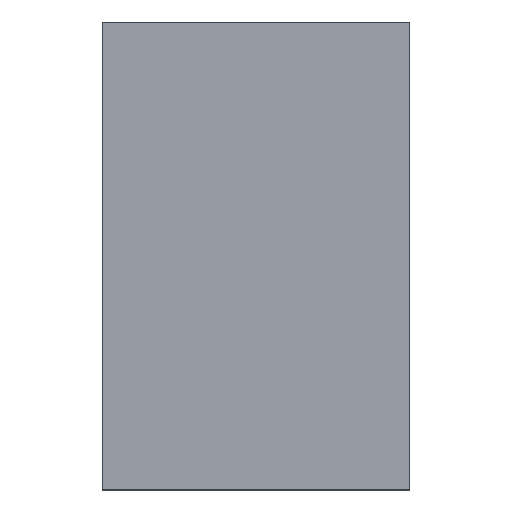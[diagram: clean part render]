
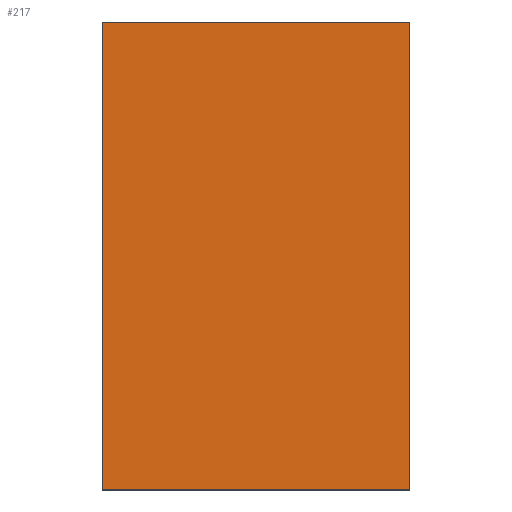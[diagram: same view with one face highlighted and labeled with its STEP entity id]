
A CAD part, top view. The second image highlights one B-rep face of the part: STEP entity #217.
In plain terms, the highlighted planar face has unit normal (0, 0, 1).
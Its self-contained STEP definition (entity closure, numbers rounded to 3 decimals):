
#2 = ORIENTED_EDGE ( 'NONE', *, *, #231, .T. ) ;
#8 = EDGE_CURVE ( 'NONE', #183, #13, #214, .T. ) ;
#13 = VERTEX_POINT ( 'NONE', #179 ) ;
#18 = LINE ( 'NONE', #106, #65 ) ;
#35 = VERTEX_POINT ( 'NONE', #236 ) ;
#39 = DIRECTION ( 'NONE',  ( 0., 1., 0. ) ) ;
#43 = VECTOR ( 'NONE', #39, 1000. ) ;
#57 = VERTEX_POINT ( 'NONE', #77 ) ;
#58 = ORIENTED_EDGE ( 'NONE', *, *, #8, .T. ) ;
#62 = CARTESIAN_POINT ( 'NONE',  ( -12.5, -19., 1.5 ) ) ;
#65 = VECTOR ( 'NONE', #96, 1000. ) ;
#67 = CARTESIAN_POINT ( 'NONE',  ( 12.5, 19., 1.5 ) ) ;
#73 = LINE ( 'NONE', #168, #223 ) ;
#77 = CARTESIAN_POINT ( 'NONE',  ( -12.5, 19., 1.5 ) ) ;
#96 = DIRECTION ( 'NONE',  ( -1., 0., 0. ) ) ;
#102 = LINE ( 'NONE', #67, #43 ) ;
#104 = DIRECTION ( 'NONE',  ( 1., 0., 0. ) ) ;
#106 = CARTESIAN_POINT ( 'NONE',  ( -12.5, 19., 1.5 ) ) ;
#132 = ORIENTED_EDGE ( 'NONE', *, *, #151, .T. ) ;
#135 = CARTESIAN_POINT ( 'NONE',  ( -12.5, -19., 1.5 ) ) ;
#136 = AXIS2_PLACEMENT_3D ( 'NONE', #153, #173, #104 ) ;
#151 = EDGE_CURVE ( 'NONE', #57, #183, #73, .T. ) ;
#153 = CARTESIAN_POINT ( 'NONE',  ( 12.5, -19., 1.5 ) ) ;
#158 = FACE_OUTER_BOUND ( 'NONE', #210, .T. ) ;
#168 = CARTESIAN_POINT ( 'NONE',  ( -12.5, 19., 1.5 ) ) ;
#171 = VECTOR ( 'NONE', #222, 1000. ) ;
#173 = DIRECTION ( 'NONE',  ( 0., 0., 1. ) ) ;
#179 = CARTESIAN_POINT ( 'NONE',  ( 12.5, -19., 1.5 ) ) ;
#183 = VERTEX_POINT ( 'NONE', #62 ) ;
#185 = PLANE ( 'NONE',  #136 ) ;
#193 = DIRECTION ( 'NONE',  ( 0., -1., 0. ) ) ;
#209 = EDGE_CURVE ( 'NONE', #13, #35, #102, .T. ) ;
#210 = EDGE_LOOP ( 'NONE', ( #225, #2, #132, #58 ) ) ;
#214 = LINE ( 'NONE', #135, #171 ) ;
#217 = ADVANCED_FACE ( 'NONE', ( #158 ), #185, .T. ) ;
#222 = DIRECTION ( 'NONE',  ( 1., 0., 0. ) ) ;
#223 = VECTOR ( 'NONE', #193, 1000. ) ;
#225 = ORIENTED_EDGE ( 'NONE', *, *, #209, .T. ) ;
#231 = EDGE_CURVE ( 'NONE', #35, #57, #18, .T. ) ;
#236 = CARTESIAN_POINT ( 'NONE',  ( 12.5, 19., 1.5 ) ) ;
